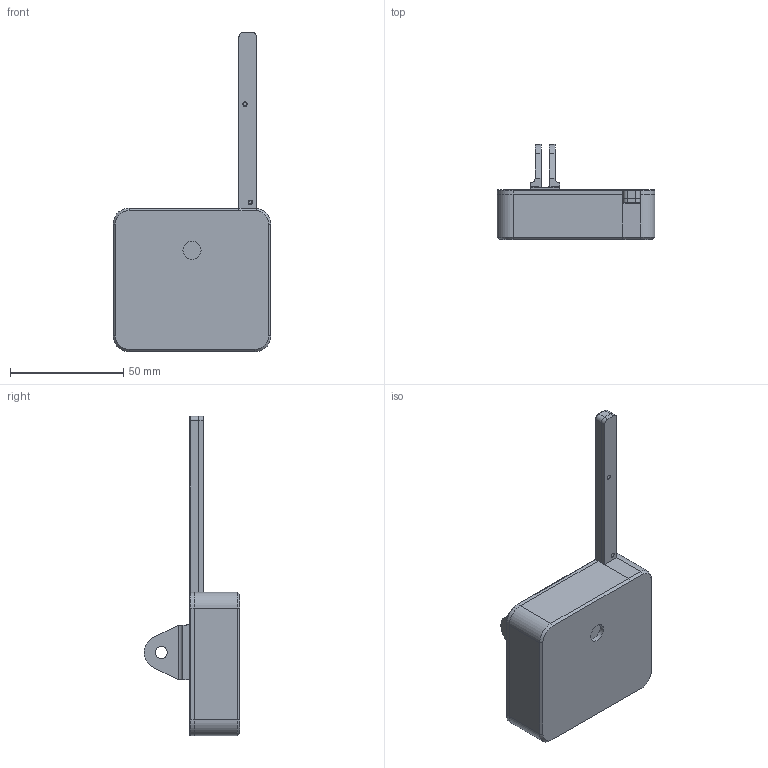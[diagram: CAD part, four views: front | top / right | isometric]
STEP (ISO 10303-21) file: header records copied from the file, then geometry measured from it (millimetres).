
FILE_DESCRIPTION(/* description */ (''),/* implementation_level */ '2;1');
FILE_NAME(/* name */ 'LoRa Pico Case v2.step',/* time_stamp */ '2023-12-06T01:49:55-05:00',/* author */ (''),/* organization */ (''),/* preprocessor_version */ 'ST-DEVELOPER v20',/* originating_system */ 'Autodesk Translation Framework v12.14.0.127',/* authorisation */ '');
FILE_SCHEMA (('AUTOMOTIVE_DESIGN { 1 0 10303 214 3 1 1 }'));
Length unit declared in the file: millimetre
Products named in the file (1): LoRa Pico Case
Bounding box: 69.61 x 42.04 x 141.01 mm (x, y, z)
Volume: 32866.6 mm3; surface area: 34622.8 mm2
Topology: 4 solids, 4 shells, 251 faces, 622 edges, 391 vertices
Faces by surface type: plane 115, cylinder 105, torus 17, cone 8, bspline 6
Full cylindrical faces by diameter (mm): 1.5 x8, 2 x2, 2.5 x4, 3 x2, 4 x2, 5.3 x2, 8 x2, 10 x2
Entity records: 7946 total; most frequent: CARTESIAN_POINT 1812, DIRECTION 1313, ORIENTED_EDGE 1236, EDGE_CURVE 618, AXIS2_PLACEMENT_3D 478, VERTEX_POINT 391, LINE 357, VECTOR 357
